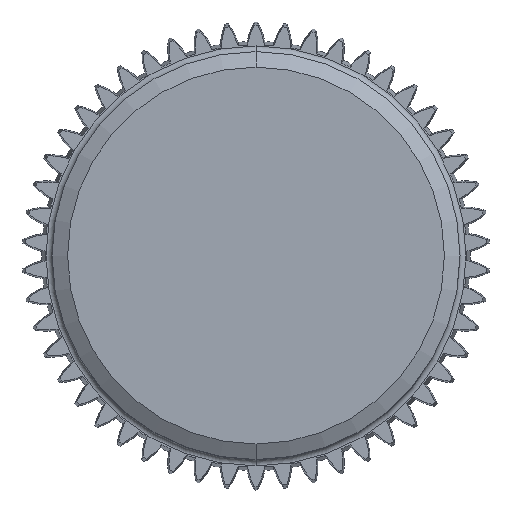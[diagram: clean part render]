
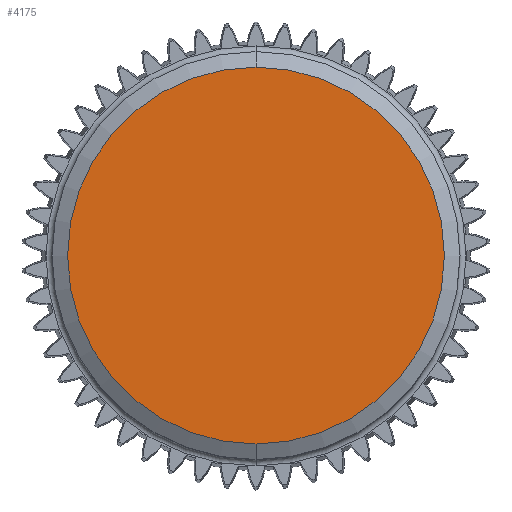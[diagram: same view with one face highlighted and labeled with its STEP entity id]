
A CAD part, top view. The second image highlights one B-rep face of the part: STEP entity #4175.
In plain terms, the highlighted planar face has unit normal (0, 0, 1).
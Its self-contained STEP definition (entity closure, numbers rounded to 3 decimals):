
#11=CARTESIAN_POINT('',(0.,0.,39.));
#12=DIRECTION('',(0.,0.,1.));
#13=DIRECTION('',(0.,1.,0.));
#14=AXIS2_PLACEMENT_3D('',#11,#12,#13);
#29=CARTESIAN_POINT('',(0.,0.,39.));
#30=DIRECTION('',(0.,0.,-1.));
#31=DIRECTION('',(0.,1.,0.));
#32=AXIS2_PLACEMENT_3D('',#29,#30,#31);
#4023=CARTESIAN_POINT('',(0.,31.402,39.));
#4024=CARTESIAN_POINT('',(0.,-31.402,39.));
#4025=VERTEX_POINT('',#4023);
#4026=VERTEX_POINT('',#4024);
#4165=CARTESIAN_POINT('',(0.,0.,39.));
#4166=DIRECTION('',(0.,0.,-1.));
#4167=DIRECTION('',(0.,-1.,0.));
#4168=AXIS2_PLACEMENT_3D('',#4165,#4166,#4167);
#4169=PLANE('',#4168);
#4170=ORIENTED_EDGE('',*,*,#4155,.F.);
#4172=ORIENTED_EDGE('',*,*,#4171,.T.);
#4173=EDGE_LOOP('',(#4170,#4172));
#4174=FACE_OUTER_BOUND('',#4173,.F.);
#4175=ADVANCED_FACE('',(#4174),#4169,.F.);
#15=CIRCLE('',#14,31.402);
#33=CIRCLE('',#32,31.402);
#4155=EDGE_CURVE('',#4025,#4026,#15,.T.);
#4171=EDGE_CURVE('',#4025,#4026,#33,.T.);
